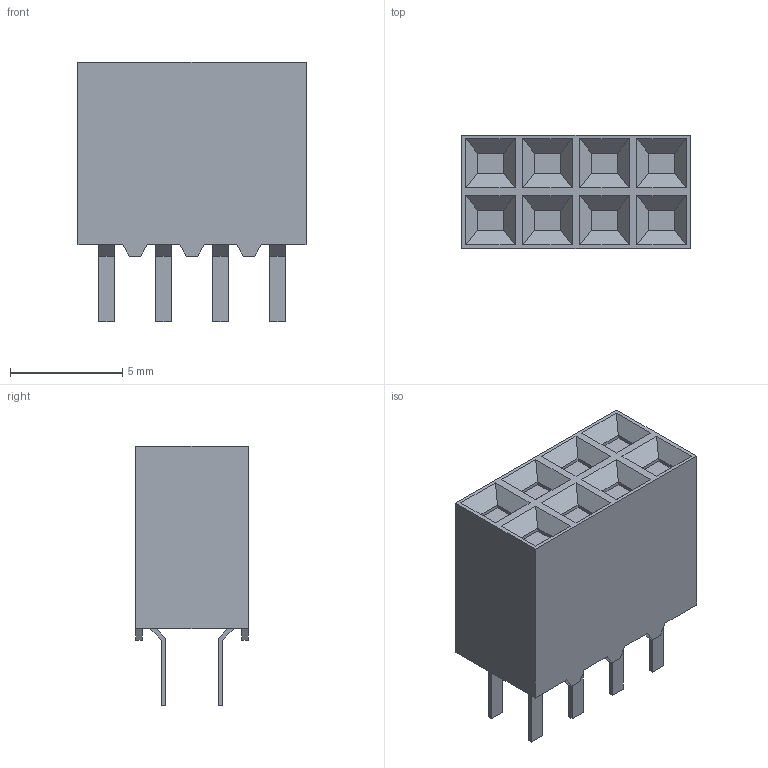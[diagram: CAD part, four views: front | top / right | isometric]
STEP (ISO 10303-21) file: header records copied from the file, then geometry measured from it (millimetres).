
FILE_DESCRIPTION((''),'2;1');
FILE_NAME('C-5-534206-4','2008-01-10T',('workeradm'),('Tyco Electronics Corporation'),'PRO/ENGINEER BY PARAMETRIC TECHNOLOGY CORPORATION, 2005450','PRO/ENGINEER BY PARAMETRIC TECHNOLOGY CORPORATION, 2005450','');
FILE_SCHEMA(('CONFIG_CONTROL_DESIGN', 'GEOMETRIC_VALIDATION_PROPERTIES_MIM'));
Length unit declared in the file: millimetre
Products named in the file (1): C-5-534206-4
Bounding box: 10.16 x 5.03 x 11.56 mm (x, y, z)
Volume: 405 mm3; surface area: 426.3 mm2
Topology: 1 solids, 1 shells, 158 faces, 388 edges, 248 vertices
Faces by surface type: plane 158
Entity records: 4645 total; most frequent: CARTESIAN_POINT 795, ORIENTED_EDGE 776, DIRECTION 704, VECTOR 388, LINE 388, EDGE_CURVE 388, VERTEX_POINT 248, EDGE_LOOP 174
